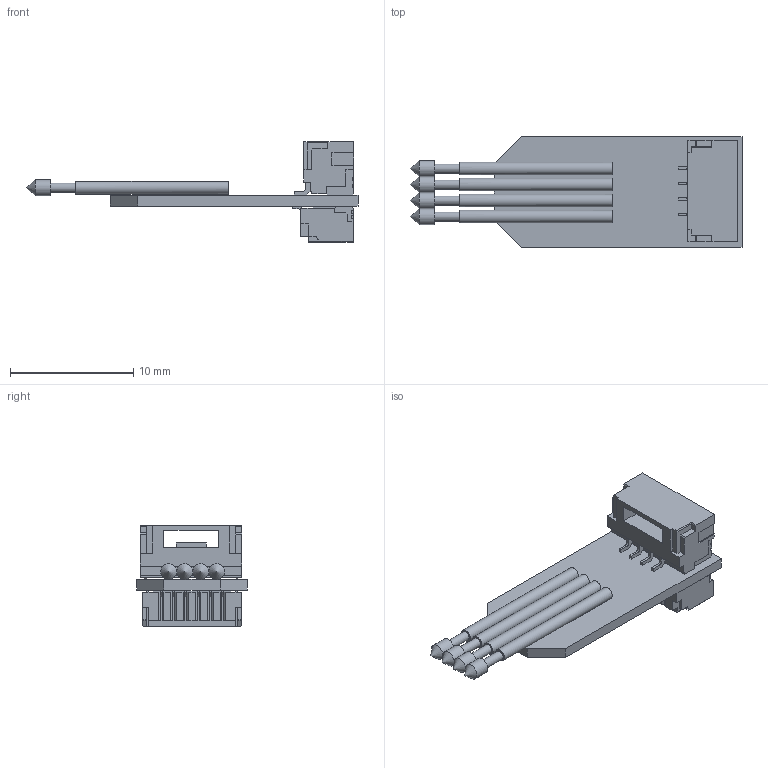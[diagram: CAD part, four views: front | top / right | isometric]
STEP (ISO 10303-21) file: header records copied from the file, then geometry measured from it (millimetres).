
FILE_DESCRIPTION(('Open CASCADE Model'),'2;1');
FILE_NAME('Open CASCADE Shape Model','2024-02-06T17:06:03',('Author'),( 'Open CASCADE'),'Open CASCADE STEP processor 6.8','Open CASCADE 6.8' ,'Unknown');
FILE_SCHEMA(('AUTOMOTIVE_DESIGN { 1 0 10303 214 1 1 1 1 }'));
Length unit declared in the file: millimetre
Products named in the file (1): PCB
Bounding box: 26.96 x 9 x 8.19 mm (x, y, z)
Volume: 305.7 mm3; surface area: 1329.3 mm2
Topology: 29 solids, 41 shells, 674 faces, 1807 edges, 1182 vertices
Faces by surface type: plane 606, cylinder 52, bspline 12, cone 4
Full cylindrical faces by diameter (mm): 0.74 x4, 0.77 x4, 1.02 x4, 1.3 x4
Entity records: 20962 total; most frequent: CARTESIAN_POINT 3956, ORIENTED_EDGE 3582, DIRECTION 3193, EDGE_CURVE 1795, LINE 1651, VECTOR 1651, VERTEX_POINT 1182, AXIS2_PLACEMENT_3D 771
